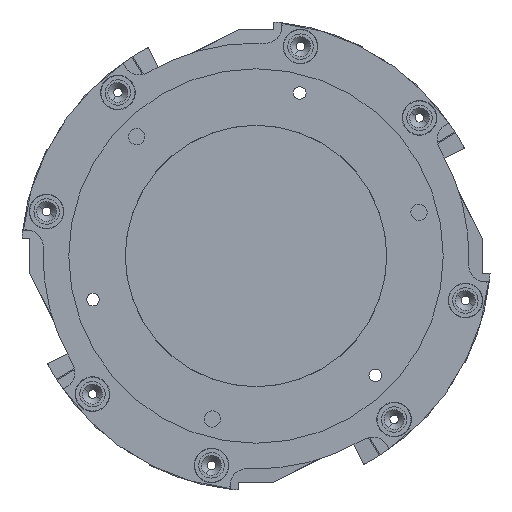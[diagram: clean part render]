
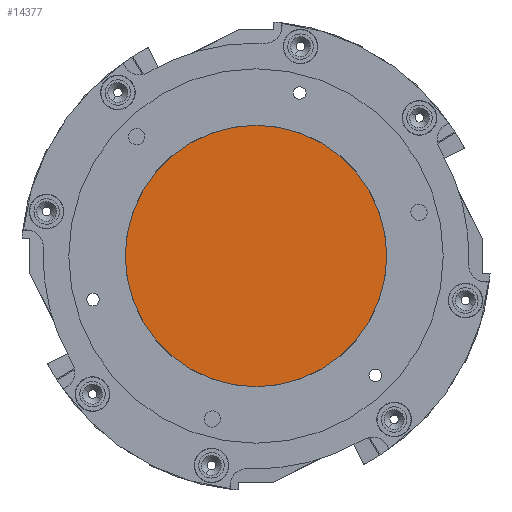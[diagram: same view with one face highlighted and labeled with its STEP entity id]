
A CAD part, front view. The second image highlights one B-rep face of the part: STEP entity #14377.
In plain terms, the highlighted planar face has unit normal (0, -1, 0).
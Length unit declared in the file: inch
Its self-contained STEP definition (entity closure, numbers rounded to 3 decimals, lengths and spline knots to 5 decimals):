
#2714 = FACE_OUTER_BOUND ( 'NONE', #8150, .T. ) ;
#8150 = EDGE_LOOP ( 'NONE', ( #31864, #31863 ) ) ;
#8723 = CARTESIAN_POINT ( 'NONE',  ( 0.48886, 0.02, 0.10494 ) ) ;
#8935 = CARTESIAN_POINT ( 'NONE',  ( -0.48886, 0.02, -0.10494 ) ) ;
#10978 = DIRECTION ( 'NONE',  ( 0.978, 0., 0.21 ) ) ;
#10980 = DIRECTION ( 'NONE',  ( 0., -1., 0. ) ) ;
#10995 = CARTESIAN_POINT ( 'NONE',  ( 0., 0.02, 0. ) ) ;
#11023 = DIRECTION ( 'NONE',  ( 0.978, 0., 0.21 ) ) ;
#11025 = DIRECTION ( 'NONE',  ( 0., -1., 0. ) ) ;
#11028 = CARTESIAN_POINT ( 'NONE',  ( 0., 0.02, 0. ) ) ;
#14377 = ADVANCED_FACE ( 'NONE', ( #2714 ), #30640, .T. ) ;
#15756 = EDGE_CURVE ( 'NONE', #33014, #33211, #25066, .T. ) ;
#15763 = EDGE_CURVE ( 'NONE', #33211, #33014, #25076, .T. ) ;
#17481 = AXIS2_PLACEMENT_3D ( 'NONE', #11028, #11025, #11023 ) ;
#17488 = AXIS2_PLACEMENT_3D ( 'NONE', #10995, #10980, #10978 ) ;
#25066 = CIRCLE ( 'NONE', #17481, 0.5 ) ;
#25076 = CIRCLE ( 'NONE', #17488, 0.5 ) ;
#26188 = AXIS2_PLACEMENT_3D ( 'NONE', #30641, #30630, #30629 ) ;
#30629 = DIRECTION ( 'NONE',  ( 0.978, 0., 0.21 ) ) ;
#30630 = DIRECTION ( 'NONE',  ( 0., -1., 0. ) ) ;
#30640 = PLANE ( 'NONE',  #26188 ) ;
#30641 = CARTESIAN_POINT ( 'NONE',  ( 0., 0.02, 0. ) ) ;
#31863 = ORIENTED_EDGE ( 'NONE', *, *, #15763, .T. ) ;
#31864 = ORIENTED_EDGE ( 'NONE', *, *, #15756, .T. ) ;
#33014 = VERTEX_POINT ( 'NONE', #8935 ) ;
#33211 = VERTEX_POINT ( 'NONE', #8723 ) ;
